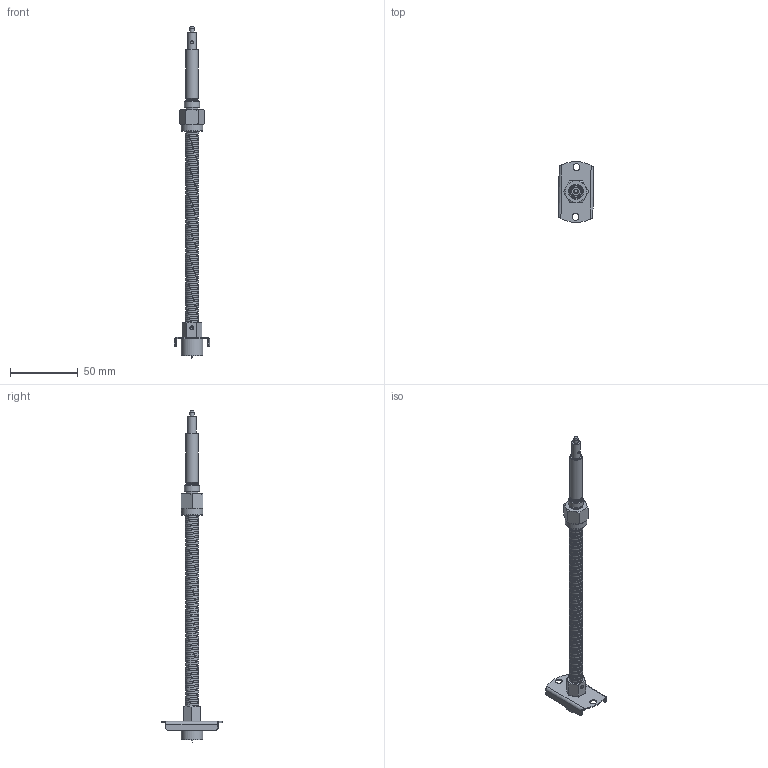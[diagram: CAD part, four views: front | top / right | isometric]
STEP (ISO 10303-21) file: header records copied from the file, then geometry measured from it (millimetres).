
FILE_DESCRIPTION(/* description */ ('FLEXIBLE STAINLESS STEEL CONDUIT W/ MATTE BLACK PVC COATING'),/* implementation_level */ '2;1');
FILE_NAME(/* name */ 'DIM-8199.stp',/* time_stamp */ '2016-02-11T08:24:35-05:00',/* author */ ('dave woerner'),/* organization */ (''),/* preprocessor_version */ 'ST-DEVELOPER v15.2',/* originating_system */ 'Autodesk Inventor 2014',/* authorisation */ '');
FILE_SCHEMA (('AUTOMOTIVE_DESIGN { 1 0 10303 214 3 1 1 }'));
Length unit declared in the file: inch
Products named in the file (15): 901437; 901467; 901466; 901561; 901627; 901592; 901565; 901515; 901587; 901623; 901593; 901188; 901566; 901631; DIM-8199
Bounding box: 26.3 x 44.83 x 244.55 mm (x, y, z)
Volume: 10241.1 mm3; surface area: 29633.2 mm2
Topology: 13 solids, 13 shells, 223 faces, 473 edges, 294 vertices
Faces by surface type: plane 85, cylinder 68, cone 53, torus 11, bspline 6
Full cylindrical faces by diameter (mm): 1.016 x2, 1.511 x1, 1.524 x1, 2.07 x1, 2.261 x1, 2.54 x1, 2.794 x1, 3.2 x1, 3.264 x1, 3.485 x1, 4.978 x1, 5.055 x1, 5.105 x2, 5.182 x1, 6.35 x3, 7.112 x1, 7.57 x1, 7.849 x1, 7.938 x1, 8 x2, 8.128 x2, 9.144 x1, 9.271 x1, 9.334 x1, 9.423 x1, 9.525 x4, 9.568 x1, 10.414 x2, 10.986 x1, 11.112 x2
Entity records: 21737 total; most frequent: CARTESIAN_POINT 17046, DIRECTION 977, ORIENTED_EDGE 732, AXIS2_PLACEMENT_3D 434, EDGE_CURVE 366, EDGE_LOOP 363, VERTEX_POINT 281, ADVANCED_FACE 223
